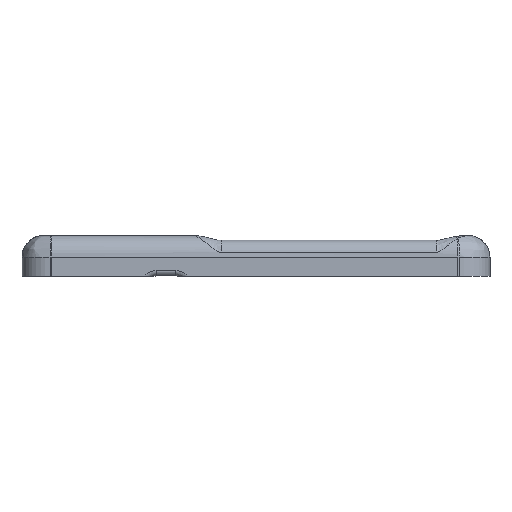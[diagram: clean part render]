
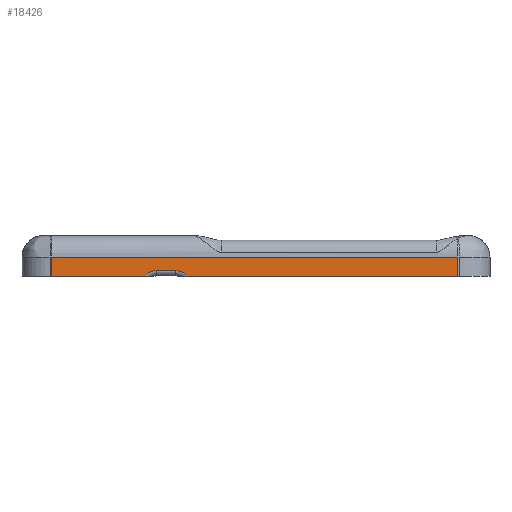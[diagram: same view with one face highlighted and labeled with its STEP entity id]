
A CAD part, left-side view. The second image highlights one B-rep face of the part: STEP entity #18426.
In plain terms, the highlighted planar face has unit normal (-1, 0, 0).
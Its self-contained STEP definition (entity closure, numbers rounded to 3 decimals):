
#1172=CIRCLE('',#19864,3.);
#1177=CIRCLE('',#19875,3.);
#2053=FACE_OUTER_BOUND('',#3122,.T.);
#3122=EDGE_LOOP('',(#13834,#13835,#13836,#13837,#13838,#13839,#13840,#13841));
#4650=LINE('',#29504,#6335);
#4661=LINE('',#29543,#6346);
#4669=LINE('',#29579,#6354);
#4677=LINE('',#29606,#6362);
#4678=LINE('',#29607,#6363);
#4679=LINE('',#29610,#6364);
#6335=VECTOR('',#22911,10.);
#6346=VECTOR('',#22930,10.);
#6354=VECTOR('',#22956,10.);
#6362=VECTOR('',#22980,10.);
#6363=VECTOR('',#22981,10.);
#6364=VECTOR('',#22984,10.);
#8386=VERTEX_POINT('',#29492);
#8387=VERTEX_POINT('',#29503);
#8400=VERTEX_POINT('',#29540);
#8401=VERTEX_POINT('',#29542);
#8408=VERTEX_POINT('',#29571);
#8410=VERTEX_POINT('',#29577);
#8417=VERTEX_POINT('',#29605);
#8418=VERTEX_POINT('',#29608);
#10449=EDGE_CURVE('',#8386,#8387,#4650,.T.);
#10464=EDGE_CURVE('',#8400,#8401,#4661,.T.);
#10474=EDGE_CURVE('',#8401,#8408,#1172,.T.);
#10478=EDGE_CURVE('',#8400,#8410,#4669,.T.);
#10490=EDGE_CURVE('',#8417,#8410,#4677,.T.);
#10491=EDGE_CURVE('',#8387,#8417,#4678,.T.);
#10492=EDGE_CURVE('',#8418,#8386,#1177,.T.);
#10493=EDGE_CURVE('',#8408,#8418,#4679,.T.);
#13834=ORIENTED_EDGE('',*,*,#10464,.F.);
#13835=ORIENTED_EDGE('',*,*,#10478,.T.);
#13836=ORIENTED_EDGE('',*,*,#10490,.F.);
#13837=ORIENTED_EDGE('',*,*,#10491,.F.);
#13838=ORIENTED_EDGE('',*,*,#10449,.F.);
#13839=ORIENTED_EDGE('',*,*,#10492,.F.);
#13840=ORIENTED_EDGE('',*,*,#10493,.F.);
#13841=ORIENTED_EDGE('',*,*,#10474,.F.);
#17869=PLANE('',#19874);
#18426=ADVANCED_FACE('',(#2053),#17869,.T.);
#19864=AXIS2_PLACEMENT_3D('',#29572,#22948,#22949);
#19874=AXIS2_PLACEMENT_3D('',#29604,#22978,#22979);
#19875=AXIS2_PLACEMENT_3D('',#29609,#22982,#22983);
#22911=DIRECTION('',(0.,1.,0.));
#22930=DIRECTION('',(0.,1.,0.));
#22948=DIRECTION('center_axis',(-1.,0.,0.));
#22949=DIRECTION('ref_axis',(0.,-0.707,0.707));
#22956=DIRECTION('',(0.,0.,1.));
#22978=DIRECTION('center_axis',(-1.,0.,0.));
#22979=DIRECTION('ref_axis',(0.,-1.,0.));
#22980=DIRECTION('',(0.,-1.,0.));
#22981=DIRECTION('',(0.,0.,1.));
#22982=DIRECTION('center_axis',(-1.,0.,0.));
#22983=DIRECTION('ref_axis',(0.,0.707,0.707));
#22984=DIRECTION('',(0.,1.,0.));
#29492=CARTESIAN_POINT('',(73.,-79.626,-0.05));
#29503=CARTESIAN_POINT('',(73.,-62.475,-0.05));
#29504=CARTESIAN_POINT('',(73.,-81.488,-0.05));
#29540=CARTESIAN_POINT('',(73.,-138.021,-0.05));
#29542=CARTESIAN_POINT('',(73.,-87.931,-0.05));
#29543=CARTESIAN_POINT('',(73.,-81.488,-0.05));
#29571=CARTESIAN_POINT('',(73.,-85.616,1.042));
#29572=CARTESIAN_POINT('Origin',(73.,-85.616,-1.958));
#29577=CARTESIAN_POINT('',(73.,-138.021,3.56));
#29579=CARTESIAN_POINT('',(73.,-138.021,1.56));
#29604=CARTESIAN_POINT('Origin',(73.,-62.475,1.56));
#29605=CARTESIAN_POINT('',(73.,-62.475,3.56));
#29606=CARTESIAN_POINT('',(73.,-81.488,3.56));
#29607=CARTESIAN_POINT('',(73.,-62.475,1.56));
#29608=CARTESIAN_POINT('',(73.,-81.941,1.042));
#29609=CARTESIAN_POINT('Origin',(73.,-81.941,-1.958));
#29610=CARTESIAN_POINT('',(73.,-74.046,1.042));
